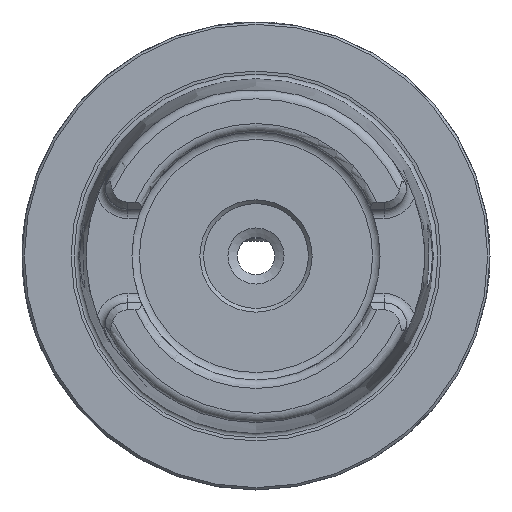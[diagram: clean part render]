
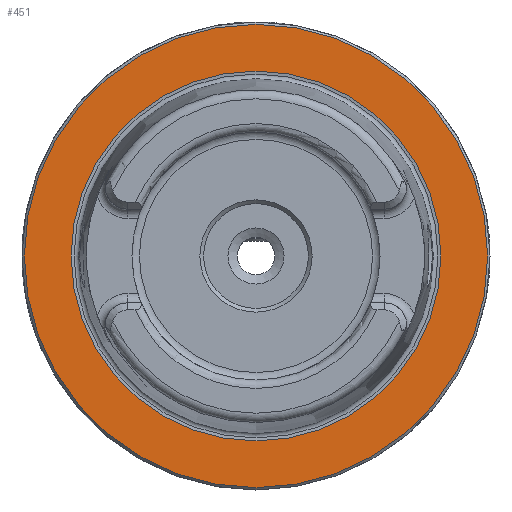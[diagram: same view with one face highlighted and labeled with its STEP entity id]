
A CAD part, left-side view. The second image highlights one B-rep face of the part: STEP entity #451.
In plain terms, the highlighted planar face has unit normal (-1, 0, 0).
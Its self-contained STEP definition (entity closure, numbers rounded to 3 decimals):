
#451 = ADVANCED_FACE( '', ( #956, #957 ), #958, .T. );
#956 = FACE_OUTER_BOUND( '', #1460, .T. );
#957 = FACE_BOUND( '', #1461, .T. );
#958 = PLANE( '', #1462 );
#1460 = EDGE_LOOP( '', ( #2635 ) );
#1461 = EDGE_LOOP( '', ( #2636 ) );
#1462 = AXIS2_PLACEMENT_3D( '', #2637, #2638, #2639 );
#2635 = ORIENTED_EDGE( '', *, *, #2767, .T. );
#2636 = ORIENTED_EDGE( '', *, *, #3084, .F. );
#2637 = CARTESIAN_POINT( '', ( 0., 0., 49.5 ) );
#2638 = DIRECTION( '', ( -1., 0., 0. ) );
#2639 = DIRECTION( '', ( 0., 0., 1. ) );
#2767 = EDGE_CURVE( '', #3293, #3293, #3294, .T. );
#3084 = EDGE_CURVE( '', #3744, #3744, #3745, .T. );
#3293 = VERTEX_POINT( '', #4248 );
#3294 = CIRCLE( '', #4249, 49.5 );
#3744 = VERTEX_POINT( '', #5621 );
#3745 = CIRCLE( '', #5622, 39.511 );
#4248 = CARTESIAN_POINT( '', ( 0., 0., 49.5 ) );
#4249 = AXIS2_PLACEMENT_3D( '', #5890, #5891, #5892 );
#5621 = CARTESIAN_POINT( '', ( 0., 0., 39.511 ) );
#5622 = AXIS2_PLACEMENT_3D( '', #6223, #6224, #6225 );
#5890 = CARTESIAN_POINT( '', ( 0., 0., 0. ) );
#5891 = DIRECTION( '', ( -1., 0., 0. ) );
#5892 = DIRECTION( '', ( 0., 0., 1. ) );
#6223 = CARTESIAN_POINT( '', ( 0., 0., 0. ) );
#6224 = DIRECTION( '', ( -1., 0., 0. ) );
#6225 = DIRECTION( '', ( 0., 0., 1. ) );
